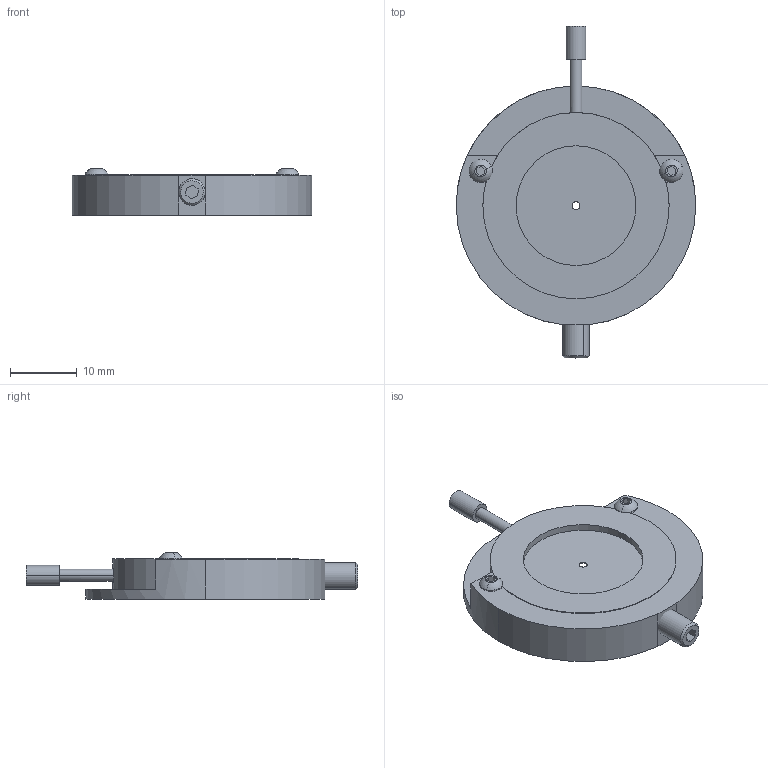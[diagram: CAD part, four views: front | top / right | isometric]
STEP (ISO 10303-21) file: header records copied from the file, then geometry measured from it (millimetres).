
FILE_DESCRIPTION (( 'STEP AP203' ), '1' );
FILE_NAME ('ID1218M.STEP', '2025-12-15T01:47:04', ( '' ), ( '' ), 'SwSTEP 2.0', 'SolidWorks 2024', '' );
FILE_SCHEMA (( 'CONFIG_CONTROL_DESIGN' ));
Length unit declared in the file: millimetre
Products named in the file (1): ID1218M
Bounding box: 36 x 49.89 x 7 mm (x, y, z)
Volume: 3570.1 mm3; surface area: 4429.8 mm2
Topology: 5 solids, 5 shells, 99 faces, 222 edges, 142 vertices
Faces by surface type: plane 48, cylinder 39, cone 8, sphere 4
Entity records: 2853 total; most frequent: DIRECTION 512, CARTESIAN_POINT 492, ORIENTED_EDGE 436, EDGE_CURVE 218, AXIS2_PLACEMENT_3D 196, VERTEX_POINT 142, VECTOR 120, LINE 120
